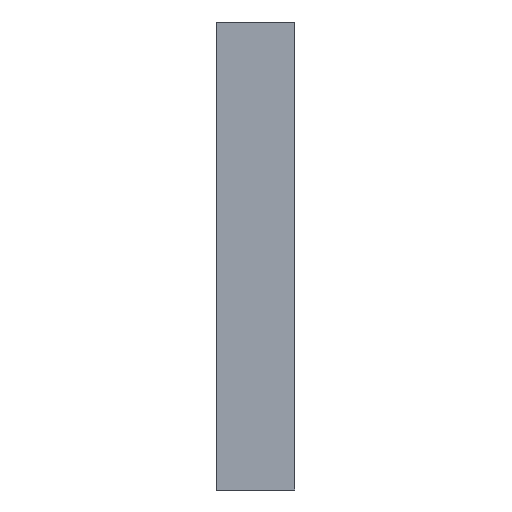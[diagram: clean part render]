
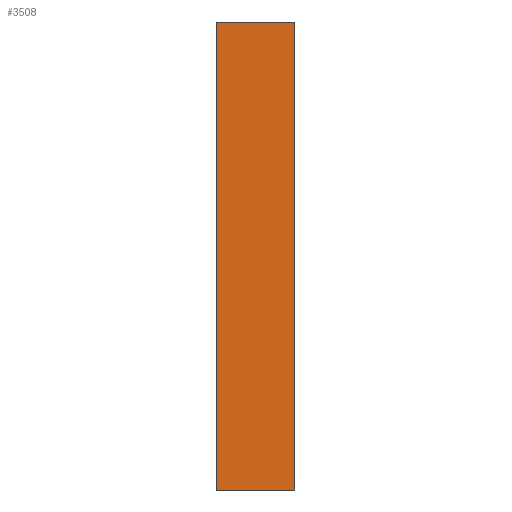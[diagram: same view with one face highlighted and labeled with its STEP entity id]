
A CAD part, front view. The second image highlights one B-rep face of the part: STEP entity #3508.
In plain terms, the highlighted planar face has unit normal (0, -1, 0).
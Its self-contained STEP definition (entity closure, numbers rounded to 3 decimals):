
#76 = ORIENTED_EDGE ( 'NONE', *, *, #2100, .F. ) ;
#114 = AXIS2_PLACEMENT_3D ( 'NONE', #2216, #2333, #2289 ) ;
#122 = VECTOR ( 'NONE', #1647, 1000. ) ;
#129 = VERTEX_POINT ( 'NONE', #164 ) ;
#164 = CARTESIAN_POINT ( 'NONE',  ( -250., 0., 0. ) ) ;
#242 = CARTESIAN_POINT ( 'NONE',  ( -250., 0., 3000. ) ) ;
#278 = VERTEX_POINT ( 'NONE', #453 ) ;
#296 = LINE ( 'NONE', #1095, #496 ) ;
#304 = VERTEX_POINT ( 'NONE', #494 ) ;
#400 = EDGE_LOOP ( 'NONE', ( #2438, #693, #1426, #2134, #76, #1680, #1303, #2742 ) ) ;
#453 = CARTESIAN_POINT ( 'NONE',  ( 250., 0., 0. ) ) ;
#494 = CARTESIAN_POINT ( 'NONE',  ( -248.1, 0., 3000. ) ) ;
#496 = VECTOR ( 'NONE', #1128, 1000. ) ;
#693 = ORIENTED_EDGE ( 'NONE', *, *, #2290, .T. ) ;
#833 = LINE ( 'NONE', #2923, #1042 ) ;
#851 = LINE ( 'NONE', #1669, #122 ) ;
#915 = FACE_OUTER_BOUND ( 'NONE', #400, .T. ) ;
#959 = VERTEX_POINT ( 'NONE', #1904 ) ;
#1042 = VECTOR ( 'NONE', #3295, 1000. ) ;
#1095 = CARTESIAN_POINT ( 'NONE',  ( 248.1, 0., 3000. ) ) ;
#1128 = DIRECTION ( 'NONE',  ( 1., 0., 0. ) ) ;
#1303 = ORIENTED_EDGE ( 'NONE', *, *, #2303, .T. ) ;
#1386 = LINE ( 'NONE', #2075, #1591 ) ;
#1426 = ORIENTED_EDGE ( 'NONE', *, *, #2295, .F. ) ;
#1591 = VECTOR ( 'NONE', #1898, 1000. ) ;
#1647 = DIRECTION ( 'NONE',  ( 0., 0., -1. ) ) ;
#1669 = CARTESIAN_POINT ( 'NONE',  ( -250., 0., 3000. ) ) ;
#1680 = ORIENTED_EDGE ( 'NONE', *, *, #2302, .T. ) ;
#1766 = DIRECTION ( 'NONE',  ( -1., 0., 0. ) ) ;
#1773 = VERTEX_POINT ( 'NONE', #2432 ) ;
#1785 = DIRECTION ( 'NONE',  ( -1., 0., 0. ) ) ;
#1840 = VERTEX_POINT ( 'NONE', #3144 ) ;
#1853 = DIRECTION ( 'NONE',  ( 1., 0., 0. ) ) ;
#1858 = CARTESIAN_POINT ( 'NONE',  ( 248.1, 0., 0. ) ) ;
#1888 = DIRECTION ( 'NONE',  ( 0., 0., -1. ) ) ;
#1898 = DIRECTION ( 'NONE',  ( 1., 0., 0. ) ) ;
#1904 = CARTESIAN_POINT ( 'NONE',  ( 248.1, 0., 0. ) ) ;
#1910 = CARTESIAN_POINT ( 'NONE',  ( -248.1, 0., 3000. ) ) ;
#1915 = CARTESIAN_POINT ( 'NONE',  ( 250., 0., 3000. ) ) ;
#1920 = PLANE ( 'NONE',  #114 ) ;
#1985 = CARTESIAN_POINT ( 'NONE',  ( 248.1, 0., 3000. ) ) ;
#2007 = CARTESIAN_POINT ( 'NONE',  ( 248.1, 0., 3000. ) ) ;
#2075 = CARTESIAN_POINT ( 'NONE',  ( 248.1, 0., 0. ) ) ;
#2093 = VECTOR ( 'NONE', #1785, 1000. ) ;
#2100 = EDGE_CURVE ( 'NONE', #304, #3230, #296, .T. ) ;
#2134 = ORIENTED_EDGE ( 'NONE', *, *, #2296, .F. ) ;
#2145 = VECTOR ( 'NONE', #1888, 1000. ) ;
#2216 = CARTESIAN_POINT ( 'NONE',  ( 248.1, 0., 3000. ) ) ;
#2224 = EDGE_CURVE ( 'NONE', #1773, #959, #833, .T. ) ;
#2289 = DIRECTION ( 'NONE',  ( 0., 0., 1. ) ) ;
#2290 = EDGE_CURVE ( 'NONE', #959, #278, #1386, .T. ) ;
#2295 = EDGE_CURVE ( 'NONE', #1840, #278, #3503, .T. ) ;
#2296 = EDGE_CURVE ( 'NONE', #3230, #1840, #2811, .T. ) ;
#2302 = EDGE_CURVE ( 'NONE', #304, #2741, #2436, .T. ) ;
#2303 = EDGE_CURVE ( 'NONE', #2741, #129, #851, .T. ) ;
#2309 = EDGE_CURVE ( 'NONE', #1773, #129, #2666, .T. ) ;
#2333 = DIRECTION ( 'NONE',  ( 0., 1., 0. ) ) ;
#2432 = CARTESIAN_POINT ( 'NONE',  ( -248.1, 0., 0. ) ) ;
#2436 = LINE ( 'NONE', #1910, #3078 ) ;
#2438 = ORIENTED_EDGE ( 'NONE', *, *, #2224, .T. ) ;
#2666 = LINE ( 'NONE', #1858, #2093 ) ;
#2741 = VERTEX_POINT ( 'NONE', #242 ) ;
#2742 = ORIENTED_EDGE ( 'NONE', *, *, #2309, .F. ) ;
#2794 = VECTOR ( 'NONE', #1853, 1000. ) ;
#2811 = LINE ( 'NONE', #1985, #2794 ) ;
#2923 = CARTESIAN_POINT ( 'NONE',  ( 248.1, 0., 0. ) ) ;
#3078 = VECTOR ( 'NONE', #1766, 1000. ) ;
#3144 = CARTESIAN_POINT ( 'NONE',  ( 250., 0., 3000. ) ) ;
#3230 = VERTEX_POINT ( 'NONE', #2007 ) ;
#3295 = DIRECTION ( 'NONE',  ( 1., 0., 0. ) ) ;
#3503 = LINE ( 'NONE', #1915, #2145 ) ;
#3508 = ADVANCED_FACE ( 'NONE', ( #915 ), #1920, .F. ) ;
